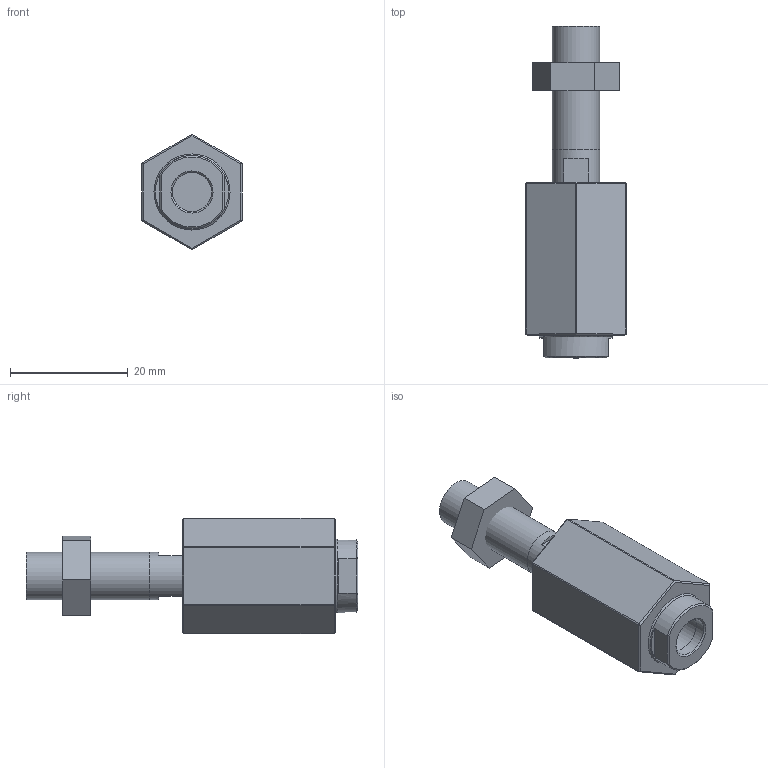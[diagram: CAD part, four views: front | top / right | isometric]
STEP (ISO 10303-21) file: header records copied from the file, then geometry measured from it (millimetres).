
FILE_DESCRIPTION(/* description */ ('Unknown'),/* implementation_level */ '2;1');
FILE_NAME(/* name */ '1200.20.33F',/* time_stamp */ '2018-09-18T13:01:24-04:00',/* author */ ('Unknown'),/* organization */ ('Unknown'),/* preprocessor_version */ 'ST-DEVELOPER v16.7',/* originating_system */ 'DEX',/* authorisation */ $);
FILE_SCHEMA (('AUTOMOTIVE_DESIGN {1 0 10303 214 3 1 1}'));
Length unit declared in the file: millimetre
Products named in the file (3): 1200.20.33F; 1200.20.33F_ECROU
Assembly tree (2 placements, depth 2):
  1200.20.33F
    1200.20.33F
    1200.20.33F_ECROU
Bounding box: 17 x 56.3 x 19.55 mm (x, y, z)
Volume: 8069.1 mm3; surface area: 3844.3 mm2
Topology: 2 solids, 2 shells, 74 faces, 166 edges, 89 vertices
Faces by surface type: plane 44, cone 16, cylinder 14
Full cylindrical faces by diameter (mm): 6.647 x4, 8 x2, 10 x1, 12.4 x1
Entity records: 2376 total; most frequent: DIRECTION 322, CARTESIAN_POINT 307, ORIENTED_EDGE 272, EDGE_CURVE 136, AXIS2_PLACEMENT_3D 113, LINE 96, VECTOR 96, EDGE_LOOP 92
